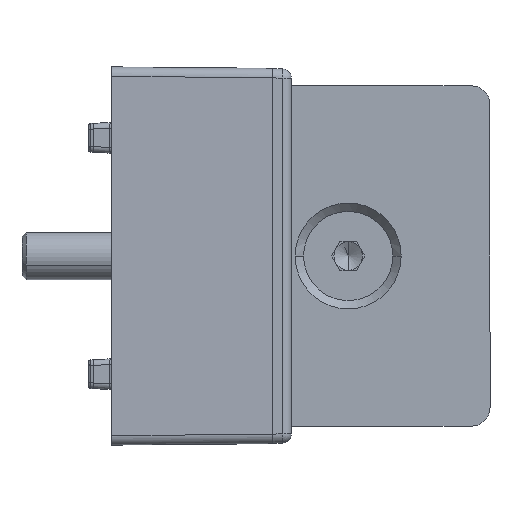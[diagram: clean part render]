
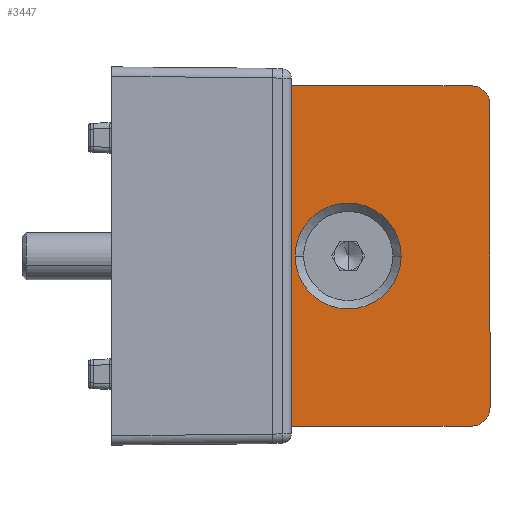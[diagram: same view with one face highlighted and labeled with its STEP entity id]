
A CAD part, front view. The second image highlights one B-rep face of the part: STEP entity #3447.
In plain terms, the highlighted face is planar.
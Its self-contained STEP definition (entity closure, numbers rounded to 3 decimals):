
#35 = AXIS2_PLACEMENT_3D ( 'NONE', #34149, #17878, #1591 ) ;
#236 = CARTESIAN_POINT ( 'NONE',  ( 15., -16., 2.5 ) ) ;
#333 = AXIS2_PLACEMENT_3D ( 'NONE', #999, #20025, #3740 ) ;
#380 = CARTESIAN_POINT ( 'NONE',  ( 15., 18., 2.5 ) ) ;
#525 = CARTESIAN_POINT ( 'NONE',  ( 13., 18., 2.5 ) ) ;
#879 = DIRECTION ( 'NONE',  ( 1., 0., 0. ) ) ;
#999 = CARTESIAN_POINT ( 'NONE',  ( 13., 16., 2.5 ) ) ;
#1120 = CARTESIAN_POINT ( 'NONE',  ( -15., -16., 2.5 ) ) ;
#1291 = EDGE_CURVE ( 'NONE', #22243, #14310, #4098, .T. ) ;
#1590 = EDGE_CURVE ( 'NONE', #1840, #21886, #24517, .T. ) ;
#1591 = DIRECTION ( 'NONE',  ( 1., 0., 0. ) ) ;
#1840 = VERTEX_POINT ( 'NONE', #1120 ) ;
#2284 = EDGE_CURVE ( 'NONE', #23803, #20483, #7078, .T. ) ;
#2468 = ORIENTED_EDGE ( 'NONE', *, *, #34332, .T. ) ;
#3070 = CARTESIAN_POINT ( 'NONE',  ( -15., -18., 2.5 ) ) ;
#3122 = CARTESIAN_POINT ( 'NONE',  ( -13., -16., 2.5 ) ) ;
#3134 = DIRECTION ( 'NONE',  ( 0., 1., 0. ) ) ;
#3447 = ADVANCED_FACE ( 'NONE', ( #24877, #33782 ), #13679, .T. ) ;
#3703 = ORIENTED_EDGE ( 'NONE', *, *, #3847, .T. ) ;
#3740 = DIRECTION ( 'NONE',  ( 1., 0., 0. ) ) ;
#3847 = EDGE_CURVE ( 'NONE', #24007, #7634, #24447, .T. ) ;
#3950 = CARTESIAN_POINT ( 'NONE',  ( -13., 18., 2.5 ) ) ;
#4098 = CIRCLE ( 'NONE', #35, 2. ) ;
#4330 = AXIS2_PLACEMENT_3D ( 'NONE', #19146, #8342, #27367 ) ;
#4408 = DIRECTION ( 'NONE',  ( 0., 0., -1. ) ) ;
#4854 = AXIS2_PLACEMENT_3D ( 'NONE', #3122, #22163, #5864 ) ;
#4905 = VERTEX_POINT ( 'NONE', #32194 ) ;
#5541 = ORIENTED_EDGE ( 'NONE', *, *, #14955, .T. ) ;
#5715 = EDGE_LOOP ( 'NONE', ( #34899, #22528, #24674, #5907, #25658, #2468, #7340, #17471 ) ) ;
#5864 = DIRECTION ( 'NONE',  ( 1., 0., 0. ) ) ;
#5907 = ORIENTED_EDGE ( 'NONE', *, *, #1291, .T. ) ;
#6001 = LINE ( 'NONE', #3070, #19605 ) ;
#7078 = CIRCLE ( 'NONE', #16123, 2. ) ;
#7340 = ORIENTED_EDGE ( 'NONE', *, *, #18314, .T. ) ;
#7634 = VERTEX_POINT ( 'NONE', #29890 ) ;
#8203 = CARTESIAN_POINT ( 'NONE',  ( -5.6, 0., 2.5 ) ) ;
#8342 = DIRECTION ( 'NONE',  ( 0., 0., 1. ) ) ;
#9074 = CARTESIAN_POINT ( 'NONE',  ( -13., 16., 2.5 ) ) ;
#10813 = CIRCLE ( 'NONE', #13269, 5.6 ) ;
#11790 = DIRECTION ( 'NONE',  ( 1., 0., 0. ) ) ;
#11799 = VECTOR ( 'NONE', #29752, 1000. ) ;
#12296 = EDGE_CURVE ( 'NONE', #14310, #4905, #14314, .T. ) ;
#12341 = CARTESIAN_POINT ( 'NONE',  ( 13., -18., 2.5 ) ) ;
#13269 = AXIS2_PLACEMENT_3D ( 'NONE', #33433, #17165, #879 ) ;
#13679 = PLANE ( 'NONE',  #4330 ) ;
#14152 = EDGE_CURVE ( 'NONE', #20483, #1840, #27843, .T. ) ;
#14310 = VERTEX_POINT ( 'NONE', #236 ) ;
#14314 = LINE ( 'NONE', #380, #34286 ) ;
#14955 = EDGE_CURVE ( 'NONE', #7634, #24007, #10813, .T. ) ;
#15681 = CARTESIAN_POINT ( 'NONE',  ( -13., -18., 2.5 ) ) ;
#15687 = CARTESIAN_POINT ( 'NONE',  ( -15., 18., 2.5 ) ) ;
#16123 = AXIS2_PLACEMENT_3D ( 'NONE', #9074, #28079, #11790 ) ;
#17165 = DIRECTION ( 'NONE',  ( 0., 0., -1. ) ) ;
#17471 = ORIENTED_EDGE ( 'NONE', *, *, #2284, .T. ) ;
#17878 = DIRECTION ( 'NONE',  ( 0., 0., 1. ) ) ;
#18314 = EDGE_CURVE ( 'NONE', #20774, #23803, #26244, .T. ) ;
#18336 = CARTESIAN_POINT ( 'NONE',  ( -15., 18., 2.5 ) ) ;
#18440 = DIRECTION ( 'NONE',  ( 0., -1., 0. ) ) ;
#19146 = CARTESIAN_POINT ( 'NONE',  ( 0., 0., 2.5 ) ) ;
#19373 = DIRECTION ( 'NONE',  ( 1., 0., 0. ) ) ;
#19605 = VECTOR ( 'NONE', #19373, 1000. ) ;
#20025 = DIRECTION ( 'NONE',  ( 0., 0., 1. ) ) ;
#20061 = AXIS2_PLACEMENT_3D ( 'NONE', #20707, #4408, #23439 ) ;
#20483 = VERTEX_POINT ( 'NONE', #31816 ) ;
#20618 = VECTOR ( 'NONE', #18440, 1000. ) ;
#20707 = CARTESIAN_POINT ( 'NONE',  ( 0., 0., 2.5 ) ) ;
#20774 = VERTEX_POINT ( 'NONE', #525 ) ;
#21886 = VERTEX_POINT ( 'NONE', #15681 ) ;
#22163 = DIRECTION ( 'NONE',  ( 0., 0., 1. ) ) ;
#22243 = VERTEX_POINT ( 'NONE', #12341 ) ;
#22528 = ORIENTED_EDGE ( 'NONE', *, *, #1590, .T. ) ;
#23439 = DIRECTION ( 'NONE',  ( 1., 0., 0. ) ) ;
#23803 = VERTEX_POINT ( 'NONE', #3950 ) ;
#24007 = VERTEX_POINT ( 'NONE', #8203 ) ;
#24447 = CIRCLE ( 'NONE', #20061, 5.6 ) ;
#24517 = CIRCLE ( 'NONE', #4854, 2. ) ;
#24674 = ORIENTED_EDGE ( 'NONE', *, *, #29598, .T. ) ;
#24877 = FACE_BOUND ( 'NONE', #27633, .T. ) ;
#25658 = ORIENTED_EDGE ( 'NONE', *, *, #12296, .T. ) ;
#26244 = LINE ( 'NONE', #18336, #11799 ) ;
#27367 = DIRECTION ( 'NONE',  ( 1., 0., 0. ) ) ;
#27633 = EDGE_LOOP ( 'NONE', ( #5541, #3703 ) ) ;
#27843 = LINE ( 'NONE', #15687, #20618 ) ;
#28079 = DIRECTION ( 'NONE',  ( 0., 0., 1. ) ) ;
#29598 = EDGE_CURVE ( 'NONE', #21886, #22243, #6001, .T. ) ;
#29752 = DIRECTION ( 'NONE',  ( -1., 0., 0. ) ) ;
#29890 = CARTESIAN_POINT ( 'NONE',  ( 5.6, 0., 2.5 ) ) ;
#31756 = CIRCLE ( 'NONE', #333, 2. ) ;
#31816 = CARTESIAN_POINT ( 'NONE',  ( -15., 16., 2.5 ) ) ;
#32194 = CARTESIAN_POINT ( 'NONE',  ( 15., 16., 2.5 ) ) ;
#33433 = CARTESIAN_POINT ( 'NONE',  ( 0., 0., 2.5 ) ) ;
#33782 = FACE_OUTER_BOUND ( 'NONE', #5715, .T. ) ;
#34149 = CARTESIAN_POINT ( 'NONE',  ( 13., -16., 2.5 ) ) ;
#34286 = VECTOR ( 'NONE', #3134, 1000. ) ;
#34332 = EDGE_CURVE ( 'NONE', #4905, #20774, #31756, .T. ) ;
#34899 = ORIENTED_EDGE ( 'NONE', *, *, #14152, .T. ) ;
